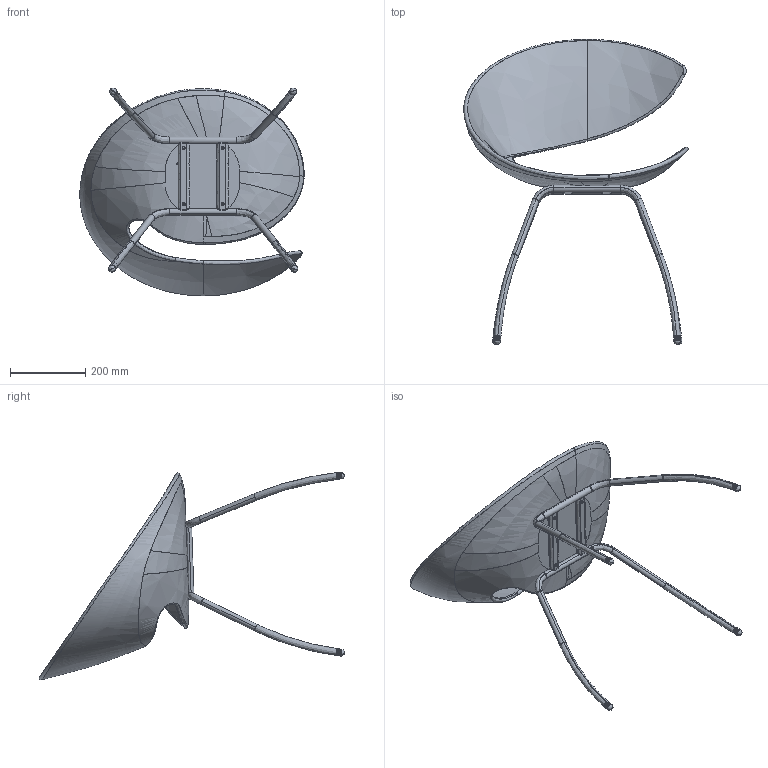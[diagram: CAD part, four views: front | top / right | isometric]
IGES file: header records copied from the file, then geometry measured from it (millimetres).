
Start section: SolidWorks IGES file using NURBS representation for surfaces
Global section: file name: TWIST.IGS; native system: SolidWorks 2011; preprocessor: SolidWorks 2011; author: Alberto; date: 120209.115512; units: millimetre
Bounding box: 594.94 x 809.68 x 551.34 mm (x, y, z)
Surface area: 1030612.8 mm2 (no closed solid volume)
Topology: 0 solids, 0 shells, 474 faces, 11533 edges, 11548 vertices
Faces by surface type: bspline 474
